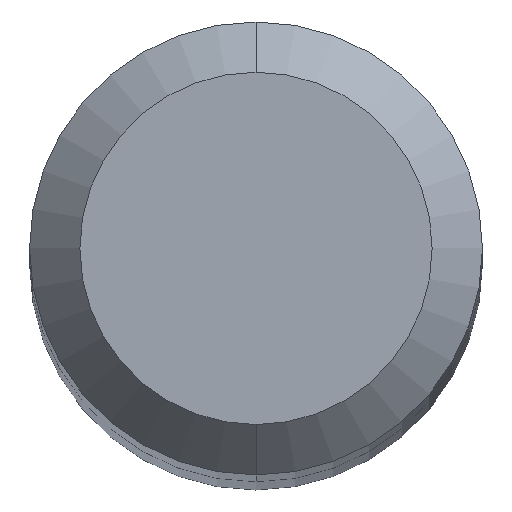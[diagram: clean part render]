
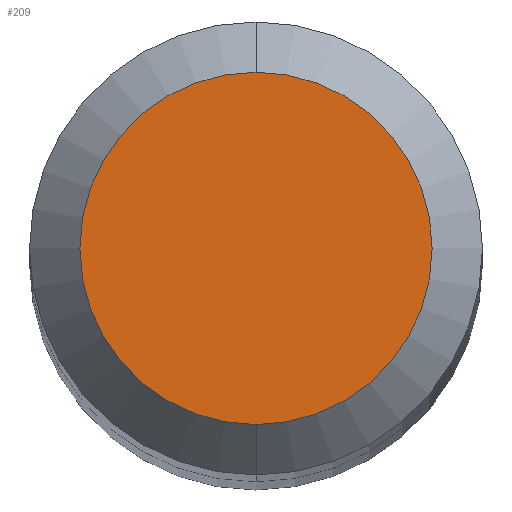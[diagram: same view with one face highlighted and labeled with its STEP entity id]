
A CAD part, top view. The second image highlights one B-rep face of the part: STEP entity #209.
In plain terms, the highlighted planar face has unit normal (0, 0, 1).
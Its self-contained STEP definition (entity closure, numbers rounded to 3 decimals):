
#16 = EDGE_CURVE ( 'NONE', #260, #113, #37, .T. ) ;
#35 = EDGE_CURVE ( 'NONE', #113, #260, #278, .T. ) ;
#37 = CIRCLE ( 'NONE', #276, 1.4 ) ;
#71 = DIRECTION ( 'NONE',  ( 0., 1., 0. ) ) ;
#79 = ORIENTED_EDGE ( 'NONE', *, *, #16, .F. ) ;
#95 = AXIS2_PLACEMENT_3D ( 'NONE', #244, #222, #71 ) ;
#102 = PLANE ( 'NONE',  #95 ) ;
#113 = VERTEX_POINT ( 'NONE', #215 ) ;
#124 = CARTESIAN_POINT ( 'NONE',  ( 0., 1.4, 70. ) ) ;
#160 = AXIS2_PLACEMENT_3D ( 'NONE', #240, #232, #234 ) ;
#187 = CARTESIAN_POINT ( 'NONE',  ( 0., 0., 70. ) ) ;
#209 = ADVANCED_FACE ( 'NONE', ( #334 ), #102, .F. ) ;
#215 = CARTESIAN_POINT ( 'NONE',  ( 0., -1.4, 70. ) ) ;
#222 = DIRECTION ( 'NONE',  ( 0., 0., -1. ) ) ;
#232 = DIRECTION ( 'NONE',  ( 0., 0., -1. ) ) ;
#234 = DIRECTION ( 'NONE',  ( 0., 1., 0. ) ) ;
#238 = DIRECTION ( 'NONE',  ( 0., 1., 0. ) ) ;
#240 = CARTESIAN_POINT ( 'NONE',  ( 0., 0., 70. ) ) ;
#244 = CARTESIAN_POINT ( 'NONE',  ( 0., 0., 70. ) ) ;
#252 = EDGE_LOOP ( 'NONE', ( #79, #336 ) ) ;
#260 = VERTEX_POINT ( 'NONE', #124 ) ;
#276 = AXIS2_PLACEMENT_3D ( 'NONE', #187, #319, #238 ) ;
#278 = CIRCLE ( 'NONE', #160, 1.4 ) ;
#319 = DIRECTION ( 'NONE',  ( 0., 0., -1. ) ) ;
#334 = FACE_OUTER_BOUND ( 'NONE', #252, .T. ) ;
#336 = ORIENTED_EDGE ( 'NONE', *, *, #35, .F. ) ;
